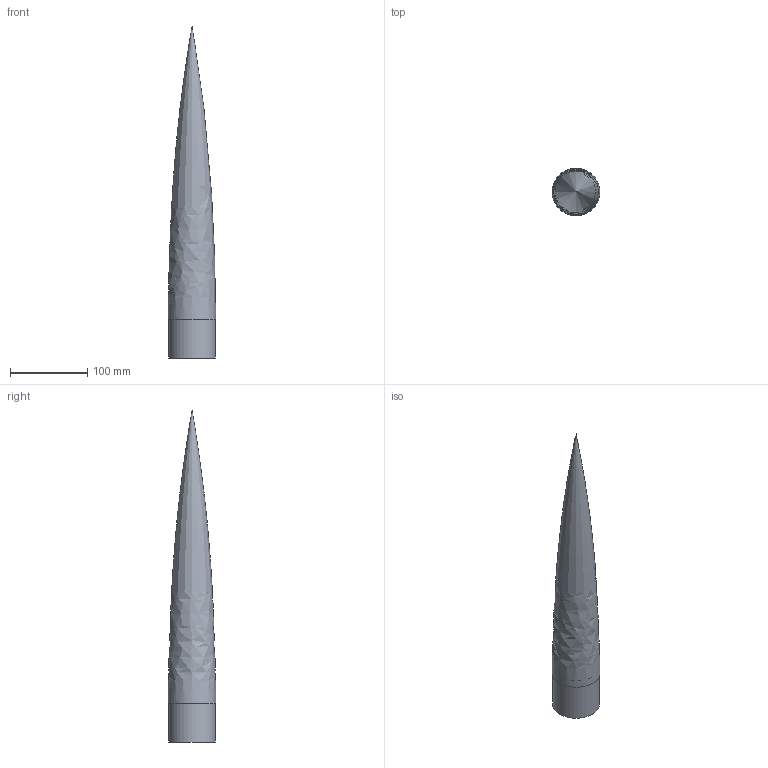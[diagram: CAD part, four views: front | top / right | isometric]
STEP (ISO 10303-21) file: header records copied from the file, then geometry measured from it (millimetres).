
FILE_DESCRIPTION(/* description */ (''),/* implementation_level */ '2;1');
FILE_NAME(/* name */ 'Nose Cone_.step',/* time_stamp */ '2025-11-14T17:27:11-08:00',/* author */ (''),/* organization */ (''),/* preprocessor_version */ 'ST-DEVELOPER v20.1',/* originating_system */ 'Autodesk Translation Framework v14.17.0.0',/* authorisation */ '');
FILE_SCHEMA (('AUTOMOTIVE_DESIGN { 1 0 10303 214 3 1 1 }'));
Length unit declared in the file: millimetre
Products named in the file (2): Nose Cone; Eyebolt (3014T45)
Assembly tree (1 placements, depth 2):
  Nose Cone
    Eyebolt (3014T45)
Bounding box: 62 x 62 x 431 mm (x, y, z)
Volume: 74697.1 mm3; surface area: 129303.9 mm2
Topology: 4 solids, 4 shells, 77 faces, 208 edges, 139 vertices
Faces by surface type: cylinder 61, plane 10, bspline 5, torus 1
Full cylindrical faces by diameter (mm): 4.744 x10, 5.035 x1, 5.884 x17, 14 x1, 58 x2, 60 x1
Entity records: 5893 total; most frequent: CARTESIAN_POINT 4107, ORIENTED_EDGE 412, DIRECTION 262, EDGE_CURVE 206, VERTEX_POINT 139, B_SPLINE_CURVE_WITH_KNOTS 116, AXIS2_PLACEMENT_3D 100, EDGE_LOOP 85
